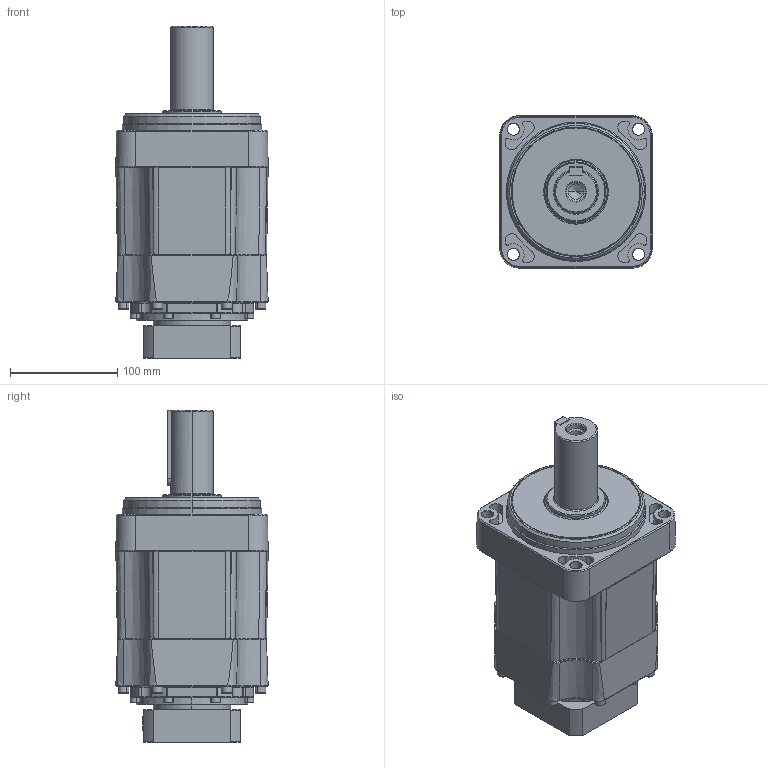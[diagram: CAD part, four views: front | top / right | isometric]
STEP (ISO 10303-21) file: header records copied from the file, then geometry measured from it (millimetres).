
FILE_DESCRIPTION (( 'STEP AP214' ), '1' );
FILE_NAME ('Outside_C013847_HPN-40A-xxx-J6EEAA-CD3-BL3.STEP', '2023-05-30T04:44:07', ( 'Windows ユーザー' ), ( '' ), 'SwSTEP 2.0', 'SolidWorks 2021', '' );
FILE_SCHEMA (( 'AUTOMOTIVE_DESIGN' ));
Length unit declared in the file: millimetre
Products named in the file (1): Outside_C013847_HPN-40A-xxx-J6EEAA-CD3-BL3
Bounding box: 142 x 142 x 309.5 mm (x, y, z)
Volume: 3460239.2 mm3; surface area: 201314.9 mm2
Topology: 2 solids, 2 shells, 897 faces, 2200 edges, 1370 vertices
Faces by surface type: plane 393, cylinder 218, cone 175, torus 58, bspline 53
Entity records: 40620 total; most frequent: CARTESIAN_POINT 10439, ORIENTED_EDGE 4380, DIRECTION 4317, EDGE_CURVE 2190, AXIS2_PLACEMENT_3D 1609, VERTEX_POINT 1370, VECTOR 1099, LINE 1099
